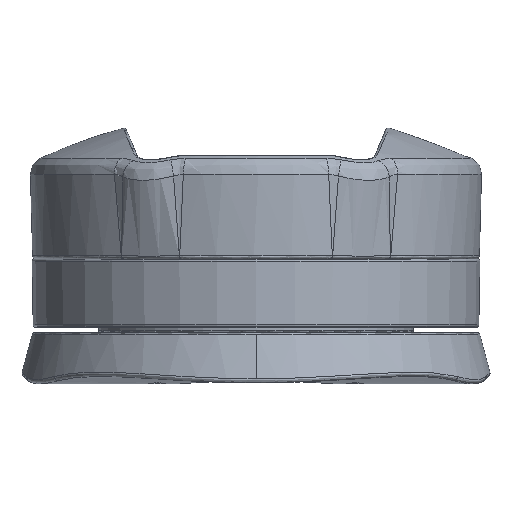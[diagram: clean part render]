
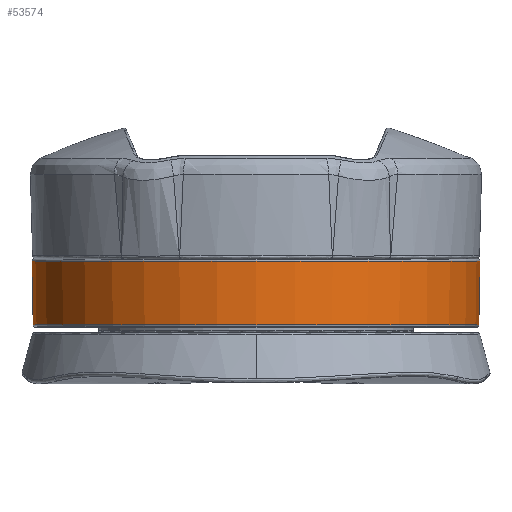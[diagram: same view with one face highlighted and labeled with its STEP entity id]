
A CAD part, front view. The second image highlights one B-rep face of the part: STEP entity #53574.
In plain terms, the highlighted conical face has half-angle 1 degrees and reference radius 65.325 mm.
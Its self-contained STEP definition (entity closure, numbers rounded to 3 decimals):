
#1625 = DIRECTION ( 'NONE',  ( 1., 0., 0. ) ) ;
#3546 = VECTOR ( 'NONE', #42652, 1000. ) ;
#4187 = DIRECTION ( 'NONE',  ( -0.017, 0., 1. ) ) ;
#8669 = FACE_OUTER_BOUND ( 'NONE', #9999, .T. ) ;
#9861 = CARTESIAN_POINT ( 'NONE',  ( 61.151, 20.243, 96.4 ) ) ;
#9999 = EDGE_LOOP ( 'NONE', ( #44801, #59824, #55719, #11110 ) ) ;
#11110 = ORIENTED_EDGE ( 'NONE', *, *, #26943, .F. ) ;
#14355 = AXIS2_PLACEMENT_3D ( 'NONE', #34540, #20083, #1625 ) ;
#14465 = VECTOR ( 'NONE', #4187, 1000. ) ;
#14583 = DIRECTION ( 'NONE',  ( 0., 0., 1. ) ) ;
#20083 = DIRECTION ( 'NONE',  ( 0., 0., 1. ) ) ;
#21211 = EDGE_CURVE ( 'NONE', #54089, #42436, #32838, .T. ) ;
#21344 = EDGE_CURVE ( 'NONE', #40688, #54089, #55390, .T. ) ;
#21452 = AXIS2_PLACEMENT_3D ( 'NONE', #9861, #14583, #51449 ) ;
#21836 = CARTESIAN_POINT ( 'NONE',  ( 126.489, 20.243, 97.132 ) ) ;
#22990 = CARTESIAN_POINT ( 'NONE',  ( 61.151, 20.243, 115.794 ) ) ;
#26943 = EDGE_CURVE ( 'NONE', #40688, #53137, #45801, .T. ) ;
#27265 = DIRECTION ( 'NONE',  ( 0., 0., -1. ) ) ;
#28463 = CARTESIAN_POINT ( 'NONE',  ( 126.476, 20.243, 96.4 ) ) ;
#28938 = CARTESIAN_POINT ( 'NONE',  ( -4.512, 20.243, 115.794 ) ) ;
#29077 = CIRCLE ( 'NONE', #55048, 65.663 ) ;
#32008 = CARTESIAN_POINT ( 'NONE',  ( -4.173, 20.243, 96.4 ) ) ;
#32838 = LINE ( 'NONE', #28463, #3546 ) ;
#34540 = CARTESIAN_POINT ( 'NONE',  ( 61.151, 20.243, 97.132 ) ) ;
#36449 = CONICAL_SURFACE ( 'NONE', #21452, 65.325, 0.017 ) ;
#40688 = VERTEX_POINT ( 'NONE', #46467 ) ;
#42436 = VERTEX_POINT ( 'NONE', #46491 ) ;
#42652 = DIRECTION ( 'NONE',  ( 0.017, 0., 1. ) ) ;
#44801 = ORIENTED_EDGE ( 'NONE', *, *, #21344, .T. ) ;
#45801 = LINE ( 'NONE', #32008, #14465 ) ;
#46467 = CARTESIAN_POINT ( 'NONE',  ( -4.186, 20.243, 97.132 ) ) ;
#46491 = CARTESIAN_POINT ( 'NONE',  ( 126.814, 20.243, 115.794 ) ) ;
#51449 = DIRECTION ( 'NONE',  ( -1., 0., 0. ) ) ;
#53137 = VERTEX_POINT ( 'NONE', #28938 ) ;
#53574 = ADVANCED_FACE ( 'NONE', ( #8669 ), #36449, .T. ) ;
#54089 = VERTEX_POINT ( 'NONE', #21836 ) ;
#55048 = AXIS2_PLACEMENT_3D ( 'NONE', #22990, #27265, #59417 ) ;
#55390 = CIRCLE ( 'NONE', #14355, 65.338 ) ;
#55614 = EDGE_CURVE ( 'NONE', #42436, #53137, #29077, .T. ) ;
#55719 = ORIENTED_EDGE ( 'NONE', *, *, #55614, .T. ) ;
#59417 = DIRECTION ( 'NONE',  ( -1., 0., 0. ) ) ;
#59824 = ORIENTED_EDGE ( 'NONE', *, *, #21211, .T. ) ;
